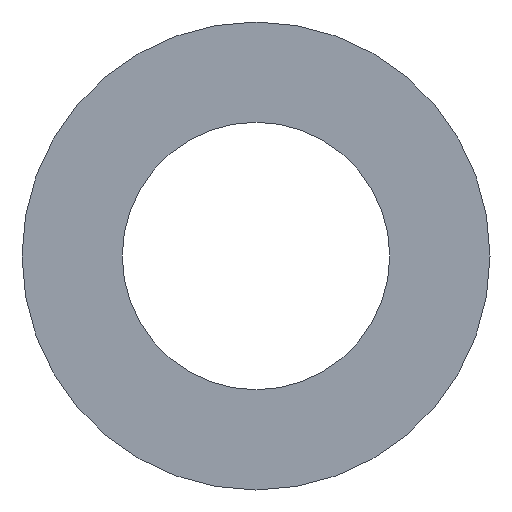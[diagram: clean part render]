
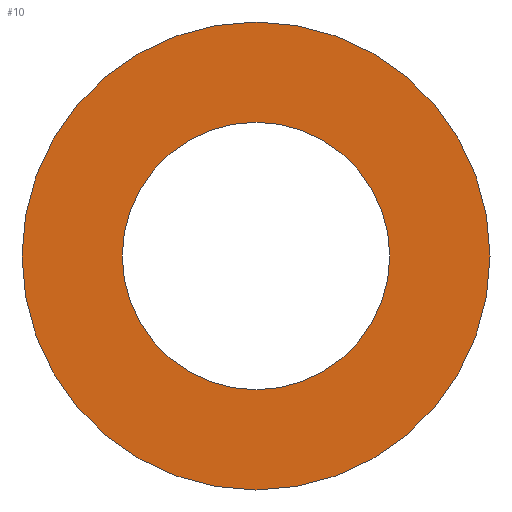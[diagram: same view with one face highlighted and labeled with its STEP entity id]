
A CAD part, left-side view. The second image highlights one B-rep face of the part: STEP entity #10.
In plain terms, the highlighted planar face has unit normal (-1, 0, 0).
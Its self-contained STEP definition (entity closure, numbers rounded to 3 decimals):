
#4 = VERTEX_POINT ( 'NONE', #156 ) ;
#5 = AXIS2_PLACEMENT_3D ( 'NONE', #89, #109, #182 ) ;
#6 = FACE_BOUND ( 'NONE', #119, .T. ) ;
#10 = ADVANCED_FACE ( 'NONE', ( #6, #229 ), #139, .F. ) ;
#16 = CIRCLE ( 'NONE', #174, 7. ) ;
#21 = VERTEX_POINT ( 'NONE', #210 ) ;
#25 = DIRECTION ( 'NONE',  ( 0., 0., 1. ) ) ;
#26 = CARTESIAN_POINT ( 'NONE',  ( -8.113, 27.895, 0. ) ) ;
#36 = AXIS2_PLACEMENT_3D ( 'NONE', #58, #120, #136 ) ;
#39 = EDGE_LOOP ( 'NONE', ( #194, #105 ) ) ;
#43 = CARTESIAN_POINT ( 'NONE',  ( -8.113, 27.895, 0. ) ) ;
#44 = DIRECTION ( 'NONE',  ( -1., 0., 0. ) ) ;
#58 = CARTESIAN_POINT ( 'NONE',  ( -8.113, 31.895, 0. ) ) ;
#62 = VERTEX_POINT ( 'NONE', #87 ) ;
#65 = CARTESIAN_POINT ( 'NONE',  ( -8.113, 27.895, -4. ) ) ;
#70 = CARTESIAN_POINT ( 'NONE',  ( -8.113, 27.895, 0. ) ) ;
#75 = EDGE_CURVE ( 'NONE', #4, #115, #249, .T. ) ;
#81 = CIRCLE ( 'NONE', #133, 4. ) ;
#87 = CARTESIAN_POINT ( 'NONE',  ( -8.113, 27.895, 7. ) ) ;
#89 = CARTESIAN_POINT ( 'NONE',  ( -8.113, 27.895, 0. ) ) ;
#101 = ORIENTED_EDGE ( 'NONE', *, *, #75, .F. ) ;
#105 = ORIENTED_EDGE ( 'NONE', *, *, #212, .T. ) ;
#109 = DIRECTION ( 'NONE',  ( -1., 0., 0. ) ) ;
#115 = VERTEX_POINT ( 'NONE', #65 ) ;
#119 = EDGE_LOOP ( 'NONE', ( #101, #215 ) ) ;
#120 = DIRECTION ( 'NONE',  ( 1., 0., 0. ) ) ;
#133 = AXIS2_PLACEMENT_3D ( 'NONE', #43, #149, #25 ) ;
#136 = DIRECTION ( 'NONE',  ( 0., 0., -1. ) ) ;
#139 = PLANE ( 'NONE',  #36 ) ;
#149 = DIRECTION ( 'NONE',  ( -1., 0., 0. ) ) ;
#156 = CARTESIAN_POINT ( 'NONE',  ( -8.113, 27.895, 4. ) ) ;
#162 = AXIS2_PLACEMENT_3D ( 'NONE', #70, #44, #220 ) ;
#174 = AXIS2_PLACEMENT_3D ( 'NONE', #26, #238, #218 ) ;
#175 = EDGE_CURVE ( 'NONE', #62, #21, #192, .T. ) ;
#182 = DIRECTION ( 'NONE',  ( 0., 0., 1. ) ) ;
#192 = CIRCLE ( 'NONE', #162, 7. ) ;
#194 = ORIENTED_EDGE ( 'NONE', *, *, #175, .T. ) ;
#210 = CARTESIAN_POINT ( 'NONE',  ( -8.113, 27.895, -7. ) ) ;
#212 = EDGE_CURVE ( 'NONE', #21, #62, #16, .T. ) ;
#215 = ORIENTED_EDGE ( 'NONE', *, *, #245, .F. ) ;
#218 = DIRECTION ( 'NONE',  ( 0., 0., 1. ) ) ;
#220 = DIRECTION ( 'NONE',  ( 0., 0., 1. ) ) ;
#229 = FACE_OUTER_BOUND ( 'NONE', #39, .T. ) ;
#238 = DIRECTION ( 'NONE',  ( -1., 0., 0. ) ) ;
#245 = EDGE_CURVE ( 'NONE', #115, #4, #81, .T. ) ;
#249 = CIRCLE ( 'NONE', #5, 4. ) ;
